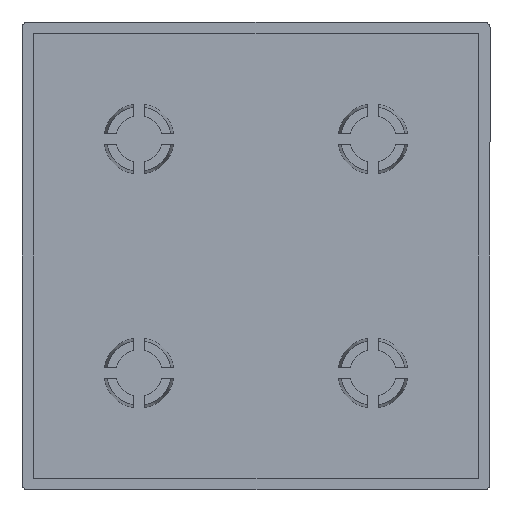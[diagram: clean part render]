
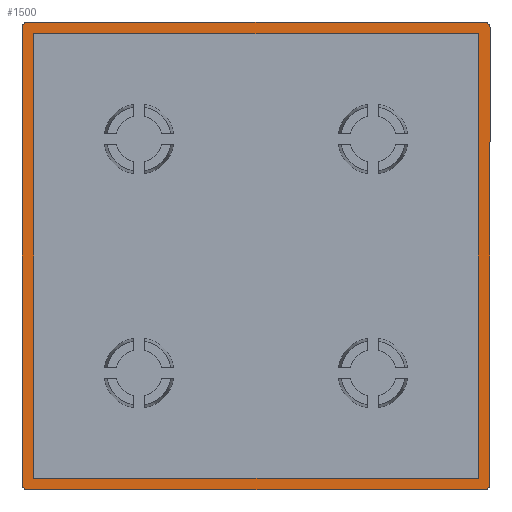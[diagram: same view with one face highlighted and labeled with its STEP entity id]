
A CAD part, front view. The second image highlights one B-rep face of the part: STEP entity #1500.
In plain terms, the highlighted planar face has unit normal (0, -1, 0).
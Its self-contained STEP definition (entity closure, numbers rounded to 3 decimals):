
#4 = DIRECTION ( 'NONE',  ( 0., 0., 1. ) ) ;
#17 = EDGE_CURVE ( 'NONE', #127, #2468, #2050, .T. ) ;
#51 = ORIENTED_EDGE ( 'NONE', *, *, #2633, .T. ) ;
#127 = VERTEX_POINT ( 'NONE', #1960 ) ;
#128 = EDGE_CURVE ( 'NONE', #2347, #2856, #1699, .T. ) ;
#205 = ORIENTED_EDGE ( 'NONE', *, *, #1538, .T. ) ;
#207 = CARTESIAN_POINT ( 'NONE',  ( -39., 0., -39. ) ) ;
#255 = ORIENTED_EDGE ( 'NONE', *, *, #901, .F. ) ;
#257 = DIRECTION ( 'NONE',  ( 0., -1., 0. ) ) ;
#318 = ORIENTED_EDGE ( 'NONE', *, *, #3238, .T. ) ;
#340 = CARTESIAN_POINT ( 'NONE',  ( 39., 0., 40. ) ) ;
#397 = FACE_BOUND ( 'NONE', #3448, .T. ) ;
#409 = DIRECTION ( 'NONE',  ( 0., 1., 0. ) ) ;
#456 = CARTESIAN_POINT ( 'NONE',  ( 40., 0., 39. ) ) ;
#480 = AXIS2_PLACEMENT_3D ( 'NONE', #2248, #409, #3196 ) ;
#507 = ORIENTED_EDGE ( 'NONE', *, *, #3225, .F. ) ;
#539 = DIRECTION ( 'NONE',  ( 0., 0., -1. ) ) ;
#573 = DIRECTION ( 'NONE',  ( 0., 0., 1. ) ) ;
#594 = VECTOR ( 'NONE', #2297, 1000. ) ;
#634 = CIRCLE ( 'NONE', #2348, 1. ) ;
#672 = CARTESIAN_POINT ( 'NONE',  ( -38., 0., 38. ) ) ;
#813 = CARTESIAN_POINT ( 'NONE',  ( 38., 0., -38. ) ) ;
#829 = EDGE_CURVE ( 'NONE', #3477, #1859, #3479, .T. ) ;
#899 = VERTEX_POINT ( 'NONE', #456 ) ;
#901 = EDGE_CURVE ( 'NONE', #899, #919, #3027, .T. ) ;
#907 = VECTOR ( 'NONE', #3551, 1000. ) ;
#919 = VERTEX_POINT ( 'NONE', #2507 ) ;
#931 = DIRECTION ( 'NONE',  ( 1., 0., 0. ) ) ;
#987 = CIRCLE ( 'NONE', #1587, 1. ) ;
#1037 = VECTOR ( 'NONE', #573, 1000. ) ;
#1039 = DIRECTION ( 'NONE',  ( -1., 0., 0. ) ) ;
#1046 = DIRECTION ( 'NONE',  ( 0., 0., 1. ) ) ;
#1074 = DIRECTION ( 'NONE',  ( 0., 0., 1. ) ) ;
#1184 = EDGE_CURVE ( 'NONE', #3379, #1767, #2122, .T. ) ;
#1195 = VECTOR ( 'NONE', #1039, 1000. ) ;
#1199 = CARTESIAN_POINT ( 'NONE',  ( 39., 0., -39. ) ) ;
#1299 = VECTOR ( 'NONE', #931, 1000. ) ;
#1327 = EDGE_CURVE ( 'NONE', #2468, #3477, #2432, .T. ) ;
#1363 = CARTESIAN_POINT ( 'NONE',  ( 39., 0., -40. ) ) ;
#1384 = CARTESIAN_POINT ( 'NONE',  ( 38., 0., 38. ) ) ;
#1417 = CARTESIAN_POINT ( 'NONE',  ( -39., 0., -40. ) ) ;
#1446 = DIRECTION ( 'NONE',  ( 0., 0., 1. ) ) ;
#1500 = ADVANCED_FACE ( 'NONE', ( #397, #3374 ), #3208, .F. ) ;
#1503 = VECTOR ( 'NONE', #2062, 1000. ) ;
#1513 = ORIENTED_EDGE ( 'NONE', *, *, #1995, .F. ) ;
#1538 = EDGE_CURVE ( 'NONE', #899, #2131, #1847, .T. ) ;
#1568 = ORIENTED_EDGE ( 'NONE', *, *, #1327, .F. ) ;
#1570 = EDGE_CURVE ( 'NONE', #1787, #2856, #987, .T. ) ;
#1587 = AXIS2_PLACEMENT_3D ( 'NONE', #3057, #2961, #1446 ) ;
#1685 = CARTESIAN_POINT ( 'NONE',  ( -38., 0., 38. ) ) ;
#1699 = LINE ( 'NONE', #3487, #3042 ) ;
#1706 = CARTESIAN_POINT ( 'NONE',  ( -40., 0., -40. ) ) ;
#1709 = AXIS2_PLACEMENT_3D ( 'NONE', #3334, #2462, #1046 ) ;
#1767 = VERTEX_POINT ( 'NONE', #1417 ) ;
#1787 = VERTEX_POINT ( 'NONE', #3640 ) ;
#1847 = CIRCLE ( 'NONE', #1709, 1. ) ;
#1857 = CARTESIAN_POINT ( 'NONE',  ( 40., 0., -40. ) ) ;
#1859 = VERTEX_POINT ( 'NONE', #672 ) ;
#1872 = ORIENTED_EDGE ( 'NONE', *, *, #128, .F. ) ;
#1960 = CARTESIAN_POINT ( 'NONE',  ( -38., 0., -38. ) ) ;
#1980 = CARTESIAN_POINT ( 'NONE',  ( -40., 0., 40. ) ) ;
#1995 = EDGE_CURVE ( 'NONE', #1859, #127, #2101, .T. ) ;
#2024 = LINE ( 'NONE', #1980, #1503 ) ;
#2050 = LINE ( 'NONE', #3299, #1299 ) ;
#2062 = DIRECTION ( 'NONE',  ( 1., 0., 0. ) ) ;
#2101 = LINE ( 'NONE', #1685, #2707 ) ;
#2122 = LINE ( 'NONE', #1706, #594 ) ;
#2131 = VERTEX_POINT ( 'NONE', #340 ) ;
#2212 = ORIENTED_EDGE ( 'NONE', *, *, #829, .F. ) ;
#2248 = CARTESIAN_POINT ( 'NONE',  ( 0., 0., 0. ) ) ;
#2268 = EDGE_LOOP ( 'NONE', ( #3222, #318, #255, #205, #507, #3215, #1872, #51 ) ) ;
#2281 = CARTESIAN_POINT ( 'NONE',  ( -40., 0., 39. ) ) ;
#2297 = DIRECTION ( 'NONE',  ( -1., 0., 0. ) ) ;
#2347 = VERTEX_POINT ( 'NONE', #3129 ) ;
#2348 = AXIS2_PLACEMENT_3D ( 'NONE', #1199, #2560, #2821 ) ;
#2432 = LINE ( 'NONE', #813, #1037 ) ;
#2462 = DIRECTION ( 'NONE',  ( 0., -1., 0. ) ) ;
#2468 = VERTEX_POINT ( 'NONE', #2850 ) ;
#2507 = CARTESIAN_POINT ( 'NONE',  ( 40., 0., -39. ) ) ;
#2560 = DIRECTION ( 'NONE',  ( 0., -1., 0. ) ) ;
#2633 = EDGE_CURVE ( 'NONE', #2347, #1767, #3295, .T. ) ;
#2707 = VECTOR ( 'NONE', #539, 1000. ) ;
#2821 = DIRECTION ( 'NONE',  ( 0., 0., 1. ) ) ;
#2850 = CARTESIAN_POINT ( 'NONE',  ( 38., 0., -38. ) ) ;
#2856 = VERTEX_POINT ( 'NONE', #2281 ) ;
#2961 = DIRECTION ( 'NONE',  ( 0., -1., 0. ) ) ;
#3027 = LINE ( 'NONE', #1857, #907 ) ;
#3042 = VECTOR ( 'NONE', #4, 1000. ) ;
#3057 = CARTESIAN_POINT ( 'NONE',  ( -39., 0., 39. ) ) ;
#3129 = CARTESIAN_POINT ( 'NONE',  ( -40., 0., -39. ) ) ;
#3144 = CARTESIAN_POINT ( 'NONE',  ( 38., 0., 38. ) ) ;
#3196 = DIRECTION ( 'NONE',  ( 0., 0., 1. ) ) ;
#3205 = AXIS2_PLACEMENT_3D ( 'NONE', #207, #257, #1074 ) ;
#3208 = PLANE ( 'NONE',  #480 ) ;
#3215 = ORIENTED_EDGE ( 'NONE', *, *, #1570, .T. ) ;
#3222 = ORIENTED_EDGE ( 'NONE', *, *, #1184, .F. ) ;
#3225 = EDGE_CURVE ( 'NONE', #1787, #2131, #2024, .T. ) ;
#3238 = EDGE_CURVE ( 'NONE', #3379, #919, #634, .T. ) ;
#3266 = ORIENTED_EDGE ( 'NONE', *, *, #17, .F. ) ;
#3295 = CIRCLE ( 'NONE', #3205, 1. ) ;
#3299 = CARTESIAN_POINT ( 'NONE',  ( -38., 0., -38. ) ) ;
#3334 = CARTESIAN_POINT ( 'NONE',  ( 39., 0., 39. ) ) ;
#3374 = FACE_OUTER_BOUND ( 'NONE', #2268, .T. ) ;
#3379 = VERTEX_POINT ( 'NONE', #1363 ) ;
#3448 = EDGE_LOOP ( 'NONE', ( #1568, #3266, #1513, #2212 ) ) ;
#3477 = VERTEX_POINT ( 'NONE', #3144 ) ;
#3479 = LINE ( 'NONE', #1384, #1195 ) ;
#3487 = CARTESIAN_POINT ( 'NONE',  ( -40., 0., -40. ) ) ;
#3551 = DIRECTION ( 'NONE',  ( 0., 0., -1. ) ) ;
#3640 = CARTESIAN_POINT ( 'NONE',  ( -39., 0., 40. ) ) ;
